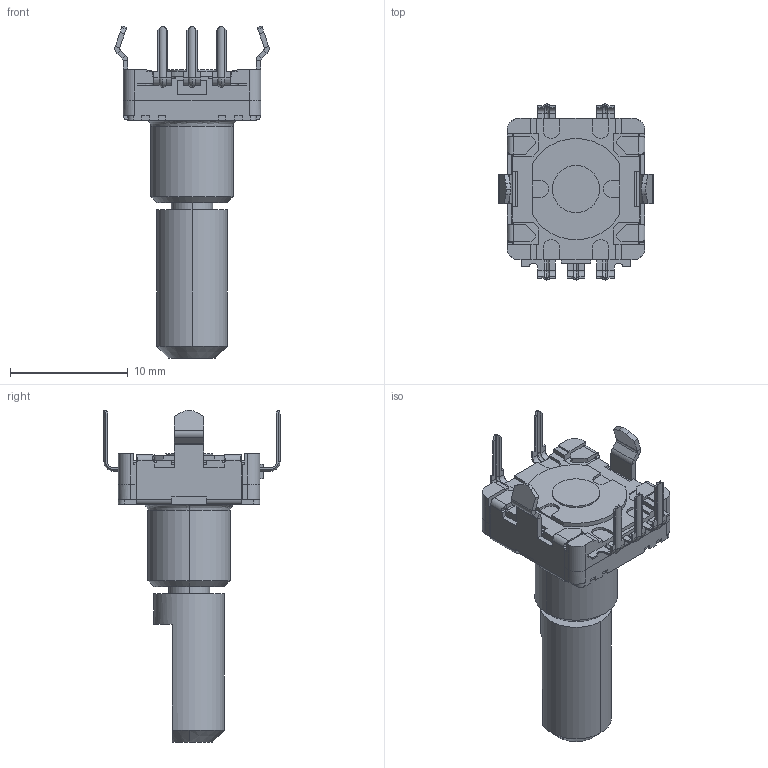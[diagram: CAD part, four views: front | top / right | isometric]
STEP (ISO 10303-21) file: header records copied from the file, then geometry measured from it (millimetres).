
FILE_DESCRIPTION(('FreeCAD Model'),'2;1');
FILE_NAME('ALPS_EC11E.stp', '2019-02-14T14:46:31',('kicad StepUp'),('ksu MCAD'), 'Open CASCADE STEP processor 7.3','FreeCAD','Unknown');
FILE_SCHEMA(('AUTOMOTIVE_DESIGN { 1 0 10303 214 1 1 1 1 }'));
Length unit declared in the file: millimetre
Products named in the file (1): EC11E-05SW
Bounding box: 13.1 x 14.95 x 28.2 mm (x, y, z)
Volume: 1119.4 mm3; surface area: 1234.4 mm2
Topology: 1 solids, 1 shells, 578 faces, 1464 edges, 900 vertices
Faces by surface type: plane 395, cylinder 141, bspline 32, cone 10
Entity records: 21747 total; most frequent: CARTESIAN_POINT 3839, ORIENTED_EDGE 2928, DIRECTION 2815, EDGE_CURVE 1464, LINE 1119, VECTOR 1119, VERTEX_POINT 900, AXIS2_PLACEMENT_3D 848
